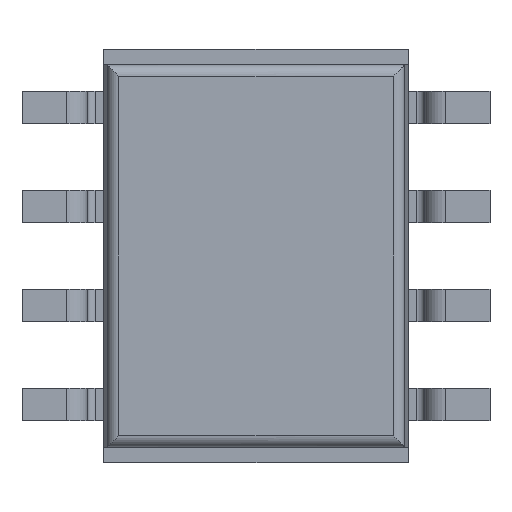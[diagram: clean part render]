
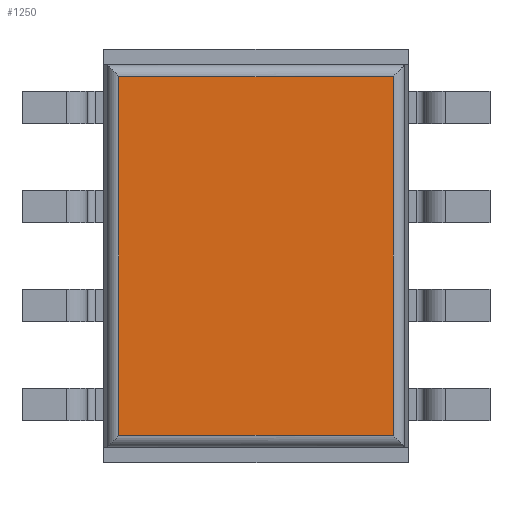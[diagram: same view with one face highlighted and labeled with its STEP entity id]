
A CAD part, front view. The second image highlights one B-rep face of the part: STEP entity #1250.
In plain terms, the highlighted planar face has unit normal (0, -1, 0).
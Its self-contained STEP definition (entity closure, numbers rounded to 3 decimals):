
#67 = LINE ( 'NONE', #1410, #1947 ) ;
#376 = DIRECTION ( 'NONE',  ( 0., 0., -1. ) ) ;
#460 = CARTESIAN_POINT ( 'NONE',  ( 0., 0.25, 0. ) ) ;
#484 = EDGE_CURVE ( 'NONE', #3988, #3864, #3331, .T. ) ;
#664 = DIRECTION ( 'NONE',  ( 0., 0., -1. ) ) ;
#798 = FACE_OUTER_BOUND ( 'NONE', #2242, .T. ) ;
#808 = LINE ( 'NONE', #3408, #1586 ) ;
#938 = VERTEX_POINT ( 'NONE', #2533 ) ;
#953 = ORIENTED_EDGE ( 'NONE', *, *, #4168, .T. ) ;
#1104 = ORIENTED_EDGE ( 'NONE', *, *, #2432, .T. ) ;
#1250 = ADVANCED_FACE ( 'NONE', ( #798 ), #2131, .T. ) ;
#1325 = VERTEX_POINT ( 'NONE', #3550 ) ;
#1410 = CARTESIAN_POINT ( 'NONE',  ( 1.757, 0.25, 2.45 ) ) ;
#1586 = VECTOR ( 'NONE', #3136, 1000. ) ;
#1689 = LINE ( 'NONE', #4138, #2819 ) ;
#1900 = VECTOR ( 'NONE', #664, 1000. ) ;
#1947 = VECTOR ( 'NONE', #3074, 1000. ) ;
#2131 = PLANE ( 'NONE',  #2310 ) ;
#2242 = EDGE_LOOP ( 'NONE', ( #3011, #953, #1104, #2810 ) ) ;
#2310 = AXIS2_PLACEMENT_3D ( 'NONE', #460, #3148, #376 ) ;
#2405 = DIRECTION ( 'NONE',  ( 1., 0., 0. ) ) ;
#2432 = EDGE_CURVE ( 'NONE', #1325, #938, #67, .T. ) ;
#2481 = EDGE_CURVE ( 'NONE', #938, #3988, #808, .T. ) ;
#2533 = CARTESIAN_POINT ( 'NONE',  ( 1.757, 0.25, 2.3 ) ) ;
#2810 = ORIENTED_EDGE ( 'NONE', *, *, #2481, .T. ) ;
#2819 = VECTOR ( 'NONE', #2405, 1000. ) ;
#3011 = ORIENTED_EDGE ( 'NONE', *, *, #484, .T. ) ;
#3074 = DIRECTION ( 'NONE',  ( 0., 0., 1. ) ) ;
#3136 = DIRECTION ( 'NONE',  ( -1., 0., 0. ) ) ;
#3148 = DIRECTION ( 'NONE',  ( 0., -1., 0. ) ) ;
#3331 = LINE ( 'NONE', #3685, #1900 ) ;
#3408 = CARTESIAN_POINT ( 'NONE',  ( -1.885, 0.25, 2.3 ) ) ;
#3550 = CARTESIAN_POINT ( 'NONE',  ( 1.757, 0.25, -2.3 ) ) ;
#3685 = CARTESIAN_POINT ( 'NONE',  ( -1.757, 0.25, -2.45 ) ) ;
#3799 = CARTESIAN_POINT ( 'NONE',  ( -1.757, 0.25, -2.3 ) ) ;
#3864 = VERTEX_POINT ( 'NONE', #3799 ) ;
#3982 = CARTESIAN_POINT ( 'NONE',  ( -1.757, 0.25, 2.3 ) ) ;
#3988 = VERTEX_POINT ( 'NONE', #3982 ) ;
#4138 = CARTESIAN_POINT ( 'NONE',  ( 1.885, 0.25, -2.3 ) ) ;
#4168 = EDGE_CURVE ( 'NONE', #3864, #1325, #1689, .T. ) ;
